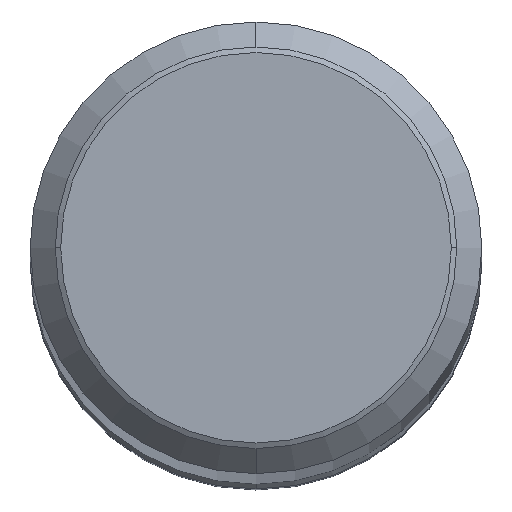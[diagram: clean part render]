
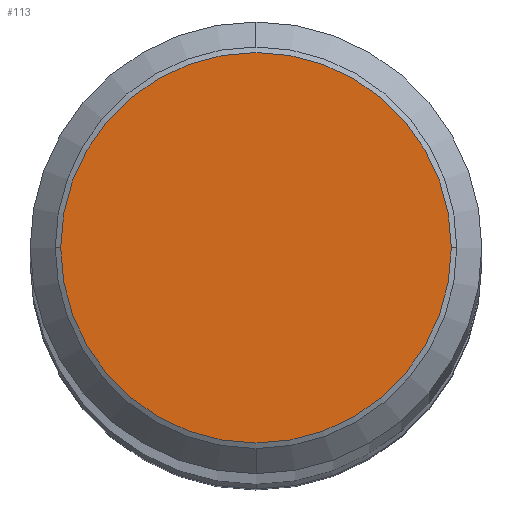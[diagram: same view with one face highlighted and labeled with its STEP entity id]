
A CAD part, top view. The second image highlights one B-rep face of the part: STEP entity #113.
In plain terms, the highlighted planar face has unit normal (0, 0, 1).
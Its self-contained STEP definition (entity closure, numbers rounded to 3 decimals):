
#113=ADVANCED_FACE('',(#303),#304,.T.);
#179=EDGE_CURVE('',#211,#257,#377,.T.);
#185=EDGE_CURVE('',#257,#211,#383,.T.);
#211=VERTEX_POINT('',#413);
#257=VERTEX_POINT('',#465);
#303=FACE_OUTER_BOUND('',#504,.T.);
#304=PLANE('',#505);
#377=CIRCLE('',#609,10.376);
#383=CIRCLE('',#617,10.376);
#413=CARTESIAN_POINT('',(10.376,0.,466.5));
#465=CARTESIAN_POINT('',(-10.376,0.,466.5));
#504=EDGE_LOOP('',(#758,#759));
#505=AXIS2_PLACEMENT_3D('',#760,#761,#762);
#609=AXIS2_PLACEMENT_3D('',#871,#872,#873);
#617=AXIS2_PLACEMENT_3D('',#877,#878,#879);
#758=ORIENTED_EDGE('',*,*,#185,.T.);
#759=ORIENTED_EDGE('',*,*,#179,.T.);
#760=CARTESIAN_POINT('',(0.,-5.25,466.5));
#761=DIRECTION('',(0.0,0.0,1.0));
#762=DIRECTION('',(0.,-1.0,0.0));
#871=CARTESIAN_POINT('',(0.,0.0,466.5));
#872=DIRECTION('',(0.0,0.0,1.0));
#873=DIRECTION('',(-1.0,0.,0.0));
#877=CARTESIAN_POINT('',(0.,0.0,466.5));
#878=DIRECTION('',(0.0,0.0,1.0));
#879=DIRECTION('',(-1.0,0.,0.0));
